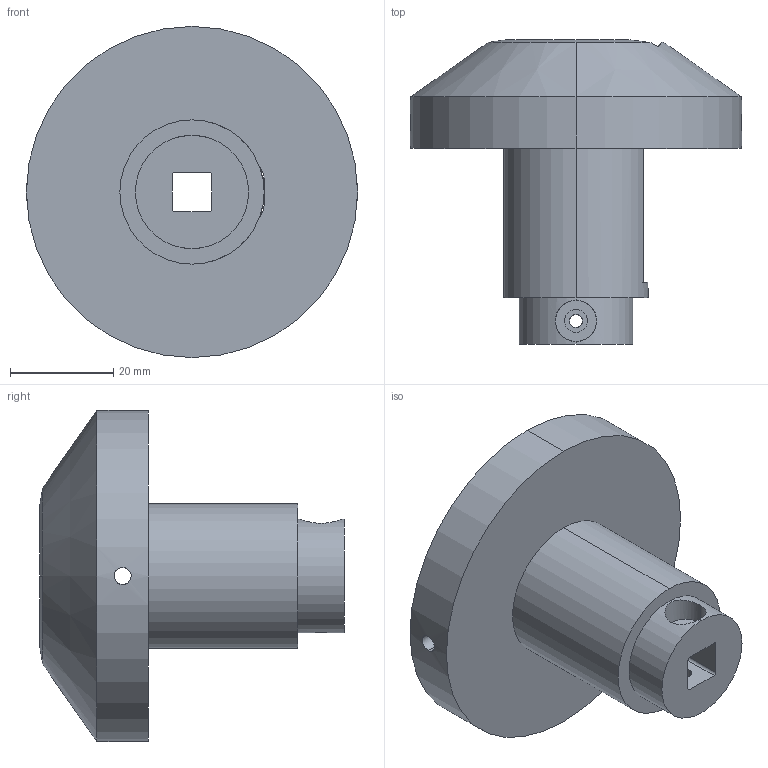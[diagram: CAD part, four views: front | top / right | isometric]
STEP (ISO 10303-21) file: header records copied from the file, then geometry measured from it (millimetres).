
FILE_DESCRIPTION (( 'STEP AP203' ), '1' );
FILE_NAME ('EXXON_USI_06_Aa.STEP', '2020-09-18T15:45:17', ( '' ), ( '' ), 'SwSTEP 2.0', 'SolidWorks 2020', '' );
FILE_SCHEMA (( 'CONFIG_CONTROL_DESIGN' ));
Length unit declared in the file: millimetre
Products named in the file (1): EXXON_USI_06_Aa
Bounding box: 64.28 x 59.08 x 64.28 mm (x, y, z)
Volume: 53364.4 mm3; surface area: 15848.7 mm2
Topology: 1 solids, 1 shells, 49 faces, 140 edges, 92 vertices
Faces by surface type: cylinder 25, plane 12, cone 8, sphere 4
Entity records: 2012 total; most frequent: CARTESIAN_POINT 626, ORIENTED_EDGE 280, DIRECTION 273, EDGE_CURVE 140, AXIS2_PLACEMENT_3D 111, VERTEX_POINT 92, CIRCLE 61, EDGE_LOOP 60
